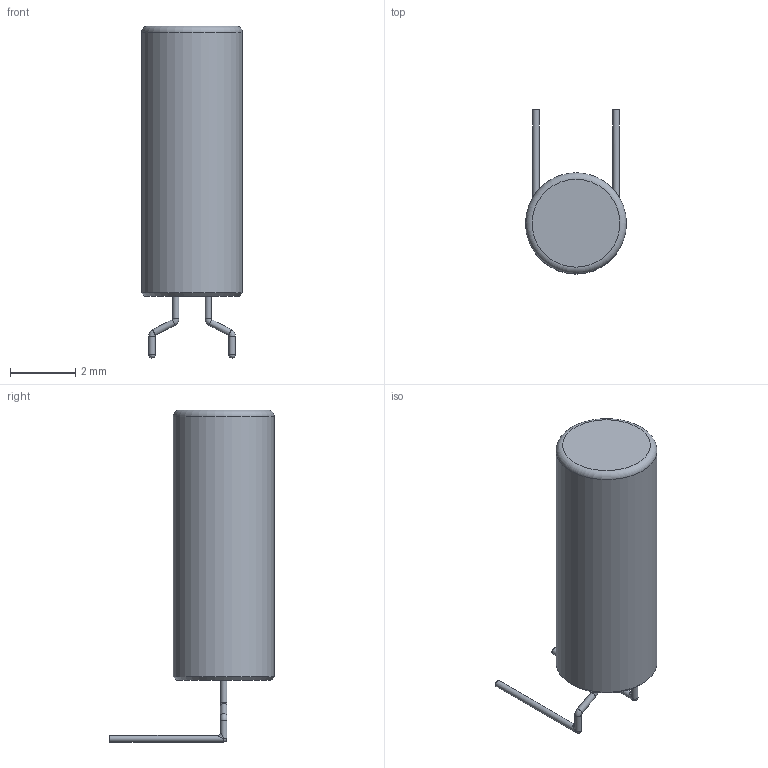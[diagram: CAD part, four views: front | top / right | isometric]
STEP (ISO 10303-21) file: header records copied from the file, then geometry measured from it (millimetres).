
FILE_DESCRIPTION(('FreeCAD Model'),'2;1');
FILE_NAME('TC38H.stp', '2014-10-19T22:58:48',('FreeCAD'),('FreeCAD'), 'Open CASCADE STEP processor 6.6','FreeCAD','Unknown');
FILE_SCHEMA(('AUTOMOTIVE_DESIGN_CC2 { 1 2 10303 214 -1 1 5 4 }'));
Length unit declared in the file: millimetre
Products named in the file (3): Chamfer; Fillet001_(Mirror_#1); Fillet001
Bounding box: 3.1 x 5.05 x 10.2 mm (x, y, z)
Volume: 62.9 mm3; surface area: 101.8 mm2
Topology: 3 solids, 3 shells, 25 faces, 47 edges, 20 vertices
Faces by surface type: cylinder 9, plane 6, torus 5, bspline 2, sphere 2, cone 1
Full cylindrical faces by diameter (mm): 0.2 x8, 3.1 x1
Entity records: 1508 total; most frequent: CARTESIAN_POINT 625, DIRECTION 162, ORIENTED_EDGE 78, PCURVE 78, DEFINITIONAL_REPRESENTATION 78, LINE 62, VECTOR 62, AXIS2_PLACEMENT_3D 49
